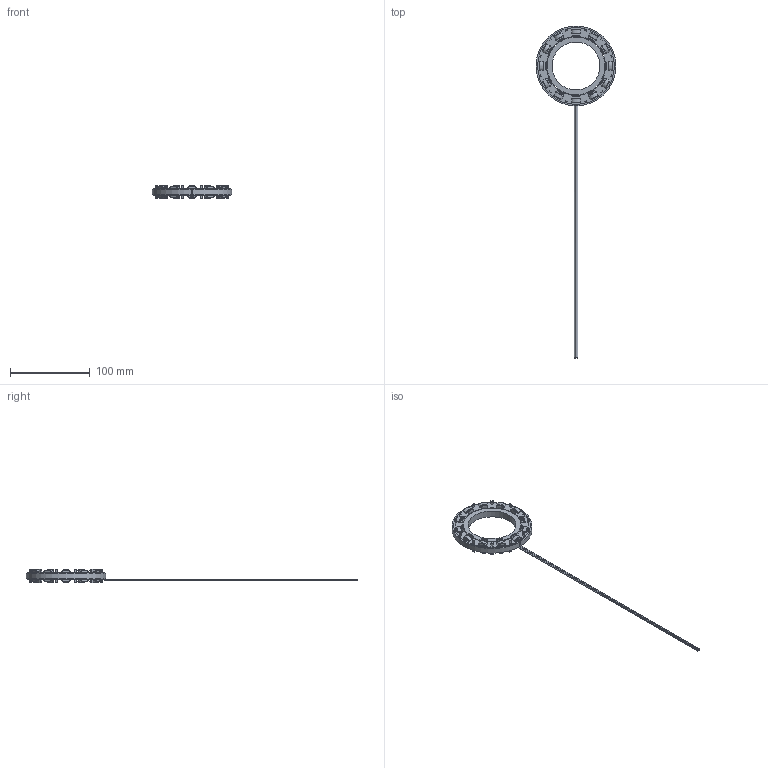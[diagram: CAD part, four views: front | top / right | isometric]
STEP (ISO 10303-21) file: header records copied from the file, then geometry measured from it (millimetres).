
FILE_DESCRIPTION(/* description */ (''),/* implementation_level */ '2;1');
FILE_NAME(/* name */ '4611130002501.stp',/* time_stamp */ '2024-08-05T15:44:09-07:00',/* author */ ('Harryle'),/* organization */ (''),/* preprocessor_version */ 'ST-DEVELOPER v19.2',/* originating_system */ 'Autodesk Inventor 2023',/* authorisation */ '');
FILE_SCHEMA (('AUTOMOTIVE_DESIGN { 1 0 10303 214 3 1 1 }'));
Length unit declared in the file: inch
Products named in the file (1): 4611130002501
Bounding box: 100 x 415.38 x 16.8 mm (x, y, z)
Volume: 48128 mm3; surface area: 29829.8 mm2
Topology: 2 solids, 14 shells, 1238 faces, 3216 edges, 2028 vertices
Faces by surface type: cylinder 554, plane 540, sphere 96, torus 48
Full cylindrical faces by diameter (mm): 1.2 x12, 1.524 x1, 60 x1, 72.5 x1, 74 x1, 96 x2
Entity records: 40119 total; most frequent: CARTESIAN_POINT 7398, DIRECTION 6949, ORIENTED_EDGE 6432, EDGE_CURVE 3216, AXIS2_PLACEMENT_3D 2593, VERTEX_POINT 2028, LINE 1763, VECTOR 1763
